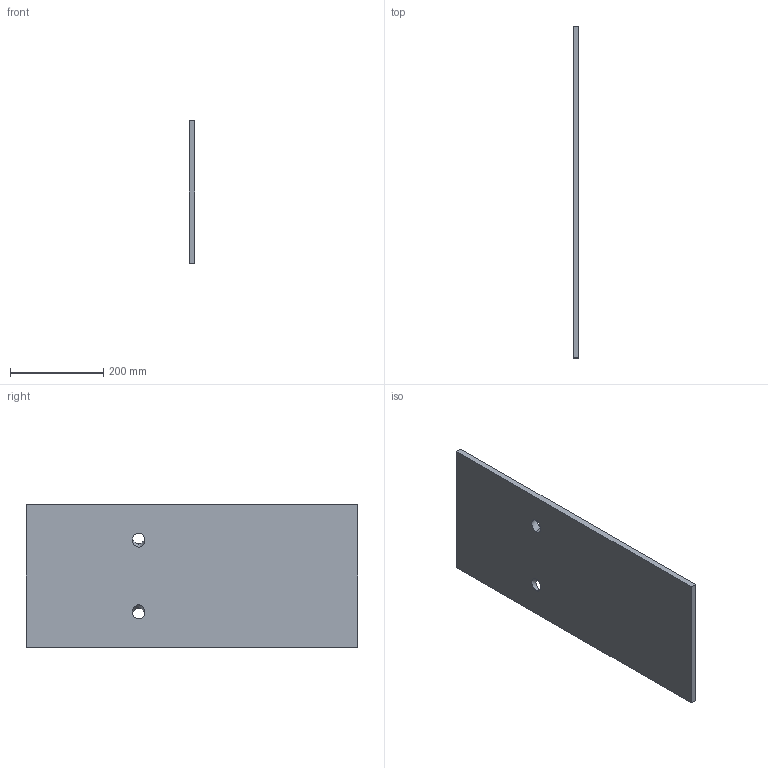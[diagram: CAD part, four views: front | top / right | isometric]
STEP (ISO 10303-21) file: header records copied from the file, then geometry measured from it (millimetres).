
FILE_DESCRIPTION (( 'STEP AP214' ), '1' );
FILE_NAME ('Red_1.STEP', '2024-03-26T23:11:38', ( '' ), ( '' ), 'SwSTEP 2.0', 'SolidWorks 2024', '' );
FILE_SCHEMA (( 'AUTOMOTIVE_DESIGN' ));
Length unit declared in the file: inch
Products named in the file (1): Red_1
Bounding box: 12.7 x 711.2 x 304.8 mm (x, y, z)
Volume: 2736981.3 mm3; surface area: 459233.2 mm2
Topology: 1 solids, 1 shells, 10 faces, 24 edges, 16 vertices
Faces by surface type: plane 6, cylinder 4
Entity records: 323 total; most frequent: CARTESIAN_POINT 75, ORIENTED_EDGE 48, DIRECTION 38, EDGE_CURVE 24, VERTEX_POINT 16, VECTOR 16, LINE 16, EDGE_LOOP 14
